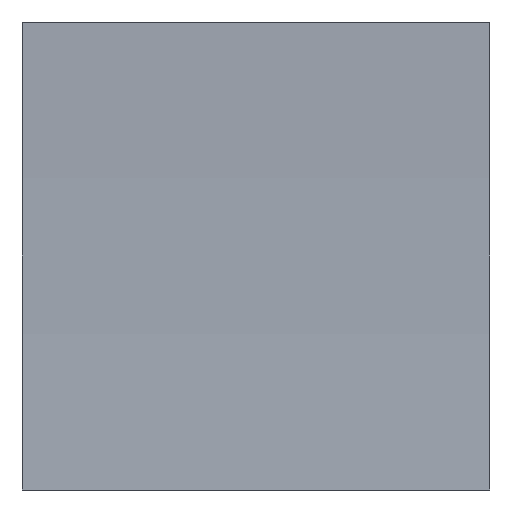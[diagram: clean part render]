
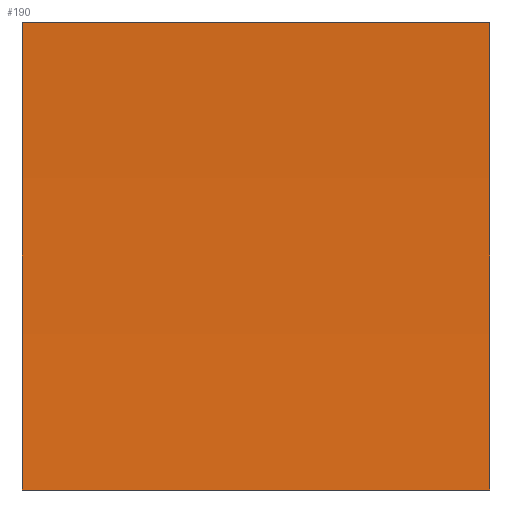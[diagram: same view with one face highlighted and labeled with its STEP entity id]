
A CAD part, left-side view. The second image highlights one B-rep face of the part: STEP entity #190.
In plain terms, the highlighted cylindrical face has radius 258.5 mm (diameter 517 mm), a partial arc.
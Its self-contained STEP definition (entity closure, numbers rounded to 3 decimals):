
#7 = CARTESIAN_POINT ( 'NONE',  ( -261.5, 20., 10. ) ) ;
#10 = CARTESIAN_POINT ( 'NONE',  ( -3.193, 20., 0. ) ) ;
#12 = DIRECTION ( 'NONE',  ( 0., 0., 1. ) ) ;
#15 = EDGE_LOOP ( 'NONE', ( #170, #60, #119, #82 ) ) ;
#16 = VECTOR ( 'NONE', #126, 1000. ) ;
#17 = CIRCLE ( 'NONE', #24, 258.5 ) ;
#24 = AXIS2_PLACEMENT_3D ( 'NONE', #7, #142, #65 ) ;
#29 = CARTESIAN_POINT ( 'NONE',  ( -3.193, 0., 0. ) ) ;
#31 = AXIS2_PLACEMENT_3D ( 'NONE', #38, #96, #72 ) ;
#38 = CARTESIAN_POINT ( 'NONE',  ( -261.5, 20., 10. ) ) ;
#45 = EDGE_CURVE ( 'NONE', #88, #47, #177, .T. ) ;
#47 = VERTEX_POINT ( 'NONE', #70 ) ;
#51 = CYLINDRICAL_SURFACE ( 'NONE', #31, 258.5 ) ;
#52 = EDGE_CURVE ( 'NONE', #150, #88, #17, .T. ) ;
#60 = ORIENTED_EDGE ( 'NONE', *, *, #45, .F. ) ;
#61 = CARTESIAN_POINT ( 'NONE',  ( -3.193, 20., 20. ) ) ;
#65 = DIRECTION ( 'NONE',  ( 0., 0., 1. ) ) ;
#67 = VERTEX_POINT ( 'NONE', #29 ) ;
#70 = CARTESIAN_POINT ( 'NONE',  ( -3.193, 0., 20. ) ) ;
#72 = DIRECTION ( 'NONE',  ( 0., 0., -1. ) ) ;
#82 = ORIENTED_EDGE ( 'NONE', *, *, #180, .T. ) ;
#85 = DIRECTION ( 'NONE',  ( 0., -1., 0. ) ) ;
#88 = VERTEX_POINT ( 'NONE', #179 ) ;
#90 = CIRCLE ( 'NONE', #105, 258.5 ) ;
#96 = DIRECTION ( 'NONE',  ( 0., -1., 0. ) ) ;
#97 = LINE ( 'NONE', #196, #16 ) ;
#100 = DIRECTION ( 'NONE',  ( 0., -1., 0. ) ) ;
#105 = AXIS2_PLACEMENT_3D ( 'NONE', #200, #85, #12 ) ;
#119 = ORIENTED_EDGE ( 'NONE', *, *, #52, .F. ) ;
#121 = FACE_OUTER_BOUND ( 'NONE', #15, .T. ) ;
#126 = DIRECTION ( 'NONE',  ( 0., -1., 0. ) ) ;
#142 = DIRECTION ( 'NONE',  ( 0., -1., 0. ) ) ;
#149 = EDGE_CURVE ( 'NONE', #67, #47, #90, .T. ) ;
#150 = VERTEX_POINT ( 'NONE', #10 ) ;
#170 = ORIENTED_EDGE ( 'NONE', *, *, #149, .T. ) ;
#177 = LINE ( 'NONE', #61, #182 ) ;
#179 = CARTESIAN_POINT ( 'NONE',  ( -3.193, 20., 20. ) ) ;
#180 = EDGE_CURVE ( 'NONE', #150, #67, #97, .T. ) ;
#182 = VECTOR ( 'NONE', #100, 1000. ) ;
#190 = ADVANCED_FACE ( 'NONE', ( #121 ), #51, .F. ) ;
#196 = CARTESIAN_POINT ( 'NONE',  ( -3.193, 20., 0. ) ) ;
#200 = CARTESIAN_POINT ( 'NONE',  ( -261.5, 0., 10. ) ) ;
